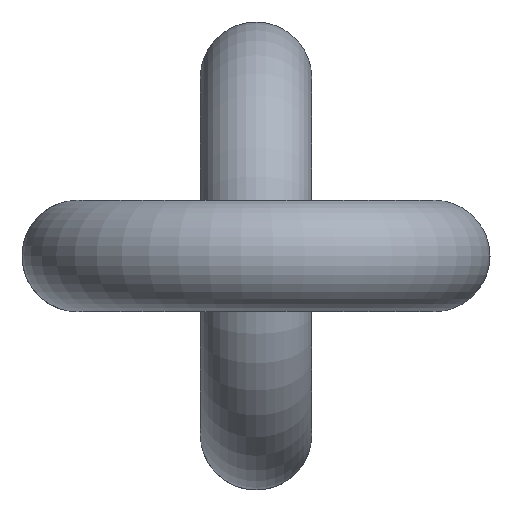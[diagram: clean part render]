
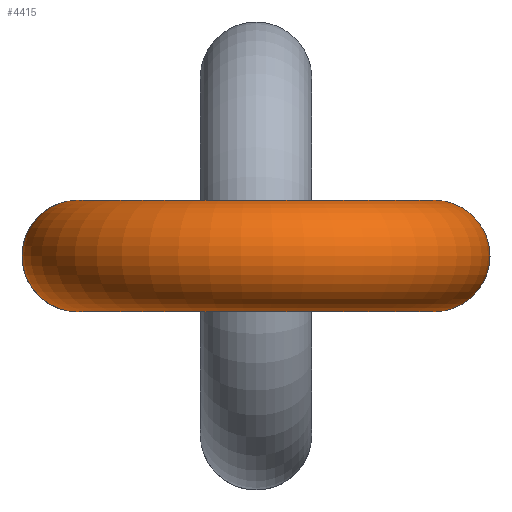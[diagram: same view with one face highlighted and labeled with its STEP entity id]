
A CAD part, left-side view. The second image highlights one B-rep face of the part: STEP entity #4415.
In plain terms, the highlighted toroidal (fillet/blend) face has major radius 16 mm and minor radius 5 mm.
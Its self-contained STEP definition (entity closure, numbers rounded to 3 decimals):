
#243 = DIRECTION ( 'NONE',  ( -1., 0., 0. ) ) ;
#1957 = EDGE_CURVE ( 'NONE', #6484, #6484, #7324, .T. ) ;
#1980 = DIRECTION ( 'NONE',  ( 1., 0., 0. ) ) ;
#2301 = CARTESIAN_POINT ( 'NONE',  ( -21.5, 0., 21. ) ) ;
#3075 = CARTESIAN_POINT ( 'NONE',  ( -21.5, 0., 16. ) ) ;
#3241 = EDGE_CURVE ( 'NONE', #6889, #6889, #4652, .T. ) ;
#3381 = ORIENTED_EDGE ( 'NONE', *, *, #1957, .T. ) ;
#3846 = DIRECTION ( 'NONE',  ( 0., 0., -1. ) ) ;
#4012 = ORIENTED_EDGE ( 'NONE', *, *, #3241, .F. ) ;
#4207 = TOROIDAL_SURFACE ( 'NONE', #5936, 16., 5. ) ;
#4415 = ADVANCED_FACE ( 'NONE', ( #8718, #4488 ), #4207, .T. ) ;
#4488 = FACE_OUTER_BOUND ( 'NONE', #9129, .T. ) ;
#4652 = CIRCLE ( 'NONE', #11348, 5. ) ;
#4680 = DIRECTION ( 'NONE',  ( 0., 0., 1. ) ) ;
#4794 = EDGE_LOOP ( 'NONE', ( #4012 ) ) ;
#5458 = CARTESIAN_POINT ( 'NONE',  ( -21.5, 0., 0. ) ) ;
#5713 = DIRECTION ( 'NONE',  ( 0., 0., 1. ) ) ;
#5936 = AXIS2_PLACEMENT_3D ( 'NONE', #5458, #10071, #4680 ) ;
#6014 = CARTESIAN_POINT ( 'NONE',  ( -21.5, 0., -21. ) ) ;
#6484 = VERTEX_POINT ( 'NONE', #2301 ) ;
#6828 = AXIS2_PLACEMENT_3D ( 'NONE', #3075, #243, #5713 ) ;
#6889 = VERTEX_POINT ( 'NONE', #6014 ) ;
#7324 = CIRCLE ( 'NONE', #6828, 5. ) ;
#8718 = FACE_OUTER_BOUND ( 'NONE', #4794, .T. ) ;
#9129 = EDGE_LOOP ( 'NONE', ( #3381 ) ) ;
#10071 = DIRECTION ( 'NONE',  ( 0., 1., 0. ) ) ;
#10178 = CARTESIAN_POINT ( 'NONE',  ( -21.5, 0., -16. ) ) ;
#11348 = AXIS2_PLACEMENT_3D ( 'NONE', #10178, #1980, #3846 ) ;
